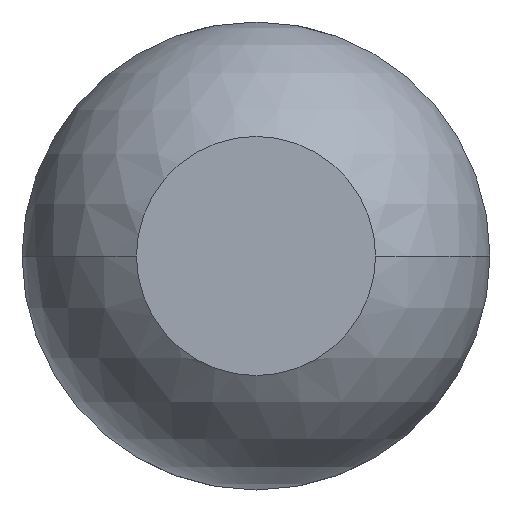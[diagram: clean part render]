
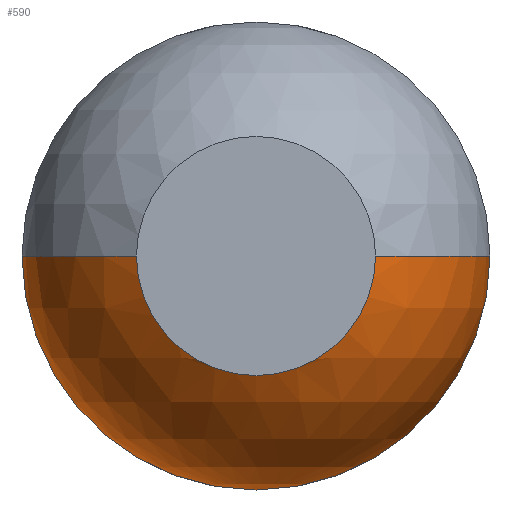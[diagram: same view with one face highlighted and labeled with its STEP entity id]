
A CAD part, front view. The second image highlights one B-rep face of the part: STEP entity #590.
In plain terms, the highlighted spherical face has radius 0.685 mm.
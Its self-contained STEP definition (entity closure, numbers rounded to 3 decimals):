
#54 = CARTESIAN_POINT ( 'NONE',  ( 0., -29.411, 0. ) ) ;
#66 = AXIS2_PLACEMENT_3D ( 'NONE', #3821, #560, #210 ) ;
#116 = CARTESIAN_POINT ( 'NONE',  ( 0.35, -30., 0. ) ) ;
#163 = DIRECTION ( 'NONE',  ( -1., 0., 0. ) ) ;
#210 = DIRECTION ( 'NONE',  ( 0., 0., -1. ) ) ;
#238 = DIRECTION ( 'NONE',  ( 0., 0., -1. ) ) ;
#454 = CIRCLE ( 'NONE', #2531, 0.685 ) ;
#516 = EDGE_CURVE ( 'NONE', #2768, #912, #2578, .T. ) ;
#549 = CIRCLE ( 'NONE', #2501, 0.685 ) ;
#560 = DIRECTION ( 'NONE',  ( 0., -1., 0. ) ) ;
#590 = ADVANCED_FACE ( 'Defeature ausgef�hrt1_4', ( #647 ), #3665, .T. ) ;
#606 = ORIENTED_EDGE ( 'NONE', *, *, #516, .F. ) ;
#647 = FACE_OUTER_BOUND ( 'NONE', #2300, .T. ) ;
#664 = EDGE_CURVE ( 'Defeature ausgef�hrt1_5+Defeature ausgef�hrt1_4+Defeature ausgef�hrt1_4+Defeature ausgef�hrt1_4', #912, #3001, #549, .T. ) ;
#670 = DIRECTION ( 'NONE',  ( 0., 1., 0. ) ) ;
#697 = EDGE_CURVE ( 'NONE', #1243, #1491, #454, .T. ) ;
#871 = CARTESIAN_POINT ( 'NONE',  ( -0.35, -30., 0. ) ) ;
#912 = VERTEX_POINT ( 'NONE', #941 ) ;
#941 = CARTESIAN_POINT ( 'NONE',  ( 0.685, -29.411, 0. ) ) ;
#978 = DIRECTION ( 'NONE',  ( 0., 1., 0. ) ) ;
#1036 = VERTEX_POINT ( 'NONE', #4060 ) ;
#1203 = DIRECTION ( 'NONE',  ( 0., -1., 0. ) ) ;
#1243 = VERTEX_POINT ( 'NONE', #871 ) ;
#1263 = CARTESIAN_POINT ( 'NONE',  ( 0., -30., 0. ) ) ;
#1264 = CARTESIAN_POINT ( 'NONE',  ( 0., -29.411, 0. ) ) ;
#1401 = ORIENTED_EDGE ( 'NONE', *, *, #697, .T. ) ;
#1441 = CARTESIAN_POINT ( 'NONE',  ( 0., -29.411, -0.685 ) ) ;
#1474 = ORIENTED_EDGE ( 'NONE', *, *, #3488, .F. ) ;
#1491 = VERTEX_POINT ( 'NONE', #3464 ) ;
#1614 = CARTESIAN_POINT ( 'NONE',  ( 0., -29.411, 0. ) ) ;
#1642 = DIRECTION ( 'NONE',  ( 0., 0., 1. ) ) ;
#1644 = AXIS2_PLACEMENT_3D ( 'NONE', #54, #3281, #2670 ) ;
#1701 = ORIENTED_EDGE ( 'NONE', *, *, #664, .F. ) ;
#1803 = DIRECTION ( 'NONE',  ( 0., 0., -1. ) ) ;
#1915 = AXIS2_PLACEMENT_3D ( 'NONE', #1264, #978, #1925 ) ;
#1925 = DIRECTION ( 'NONE',  ( 0., 0., 1. ) ) ;
#1958 = DIRECTION ( 'NONE',  ( 0., 0., -1. ) ) ;
#1968 = EDGE_CURVE ( 'Defeature ausgef�hrt1_5+Defeature ausgef�hrt1_4+Defeature ausgef�hrt1_4+Defeature ausgef�hrt1_4', #3001, #1491, #2369, .T. ) ;
#2103 = CARTESIAN_POINT ( 'NONE',  ( 0., -29.411, 0. ) ) ;
#2263 = CIRCLE ( 'NONE', #3889, 0.35 ) ;
#2300 = EDGE_LOOP ( 'NONE', ( #2527, #1401, #3590, #1701, #606, #1474 ) ) ;
#2369 = CIRCLE ( 'NONE', #1915, 0.685 ) ;
#2501 = AXIS2_PLACEMENT_3D ( 'NONE', #3256, #670, #1642 ) ;
#2527 = ORIENTED_EDGE ( 'NONE', *, *, #2986, .F. ) ;
#2531 = AXIS2_PLACEMENT_3D ( 'NONE', #2103, #1803, #163 ) ;
#2578 = CIRCLE ( 'NONE', #1644, 0.685 ) ;
#2670 = DIRECTION ( 'NONE',  ( 1., 0., 0. ) ) ;
#2768 = VERTEX_POINT ( 'NONE', #116 ) ;
#2961 = DIRECTION ( 'NONE',  ( 1., 0., 0. ) ) ;
#2986 = EDGE_CURVE ( 'Defeature ausgef�hrt1_12+Defeature ausgef�hrt1_4+Defeature ausgef�hrt1_4+Defeature ausgef�hrt1_4', #1243, #1036, #2263, .T. ) ;
#3001 = VERTEX_POINT ( 'NONE', #1441 ) ;
#3256 = CARTESIAN_POINT ( 'NONE',  ( 0., -29.411, 0. ) ) ;
#3281 = DIRECTION ( 'NONE',  ( 0., 0., 1. ) ) ;
#3282 = CIRCLE ( 'NONE', #66, 0.35 ) ;
#3329 = AXIS2_PLACEMENT_3D ( 'NONE', #1614, #1958, #2961 ) ;
#3464 = CARTESIAN_POINT ( 'NONE',  ( -0.685, -29.411, 0. ) ) ;
#3488 = EDGE_CURVE ( 'Defeature ausgef�hrt1_12+Defeature ausgef�hrt1_4+Defeature ausgef�hrt1_4+Defeature ausgef�hrt1_4', #1036, #2768, #3282, .T. ) ;
#3590 = ORIENTED_EDGE ( 'NONE', *, *, #1968, .F. ) ;
#3665 = SPHERICAL_SURFACE ( 'NONE', #3329, 0.685 ) ;
#3821 = CARTESIAN_POINT ( 'NONE',  ( 0., -30., 0. ) ) ;
#3889 = AXIS2_PLACEMENT_3D ( 'NONE', #1263, #1203, #238 ) ;
#4060 = CARTESIAN_POINT ( 'NONE',  ( 0., -30., -0.35 ) ) ;
